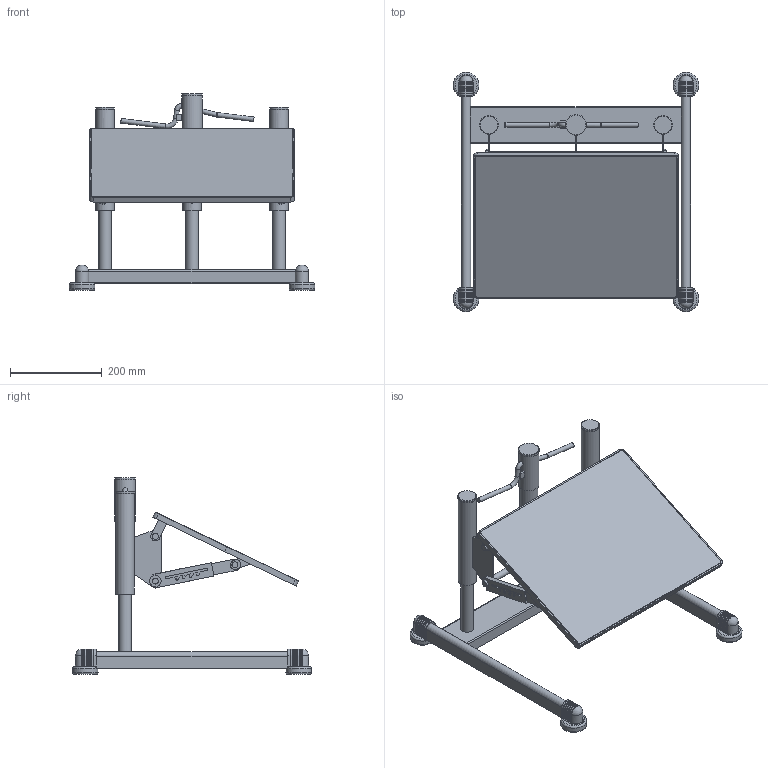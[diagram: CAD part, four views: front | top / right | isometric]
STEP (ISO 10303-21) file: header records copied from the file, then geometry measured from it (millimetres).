
FILE_DESCRIPTION(/* description */ (''),/* implementation_level */ '2;1');
FILE_NAME(/* name */ 'leer-00_Fusttze ECO-B ESD.step',/* time_stamp */ '2024-08-22T11:13:37+02:00',/* author */ ('Unknown'),/* organization */ ('MiniTec GmbH & Co.KG'),/* preprocessor_version */ 'ST-DEVELOPER v19.2',/* originating_system */ 'Autodesk Inventor 2023',/* authorisation */ '');
FILE_SCHEMA (('CONFIG_CONTROL_DESIGN'));
Length unit declared in the file: millimetre
Products named in the file (17): MTW_1-00263069; FK-00313077; FK-00313071; FK-00313081; FK-00313078; FK-00313068; FK-00313073; FK-00313070; FK-00313080; FK-00313069; FK-00313074; FK-00313082; FK-00313079; FK-00313083; FK-00313076; FK-00313072; FK-00313084
Assembly tree (32 placements, depth 3):
  MTW_1-00263069
    FK-00313077
      FK-00313071  x2
      FK-00313081
    FK-00313078
      FK-00313068
      FK-00313073  x2
      FK-00313070  x2
      FK-00313080  x2
    FK-00313069
    FK-00313084  x6
    FK-00313074  x4
    FK-00313082  x2
    FK-00313083  x2
    FK-00313079
    FK-00313072  x2
    FK-00313076  x2
Bounding box: 536 x 522 x 430 mm (x, y, z)
Volume: 4574246.1 mm3; surface area: 1196412.2 mm2
Topology: 30 solids, 30 shells, 628 faces, 1504 edges, 883 vertices
Faces by surface type: plane 244, cylinder 236, torus 53, bspline 48, sphere 44, cone 3
Full cylindrical faces by diameter (mm): 6.466 x6, 8 x16, 8.1 x4, 10 x4, 13 x6, 14 x8, 28 x3, 40 x3, 40.2 x2, 45 x1, 45.2 x1, 56 x4
Entity records: 9247 total; most frequent: CARTESIAN_POINT 2353, DIRECTION 1389, ORIENTED_EDGE 1186, EDGE_CURVE 593, AXIS2_PLACEMENT_3D 527, VERTEX_POINT 377, LINE 335, VECTOR 335
